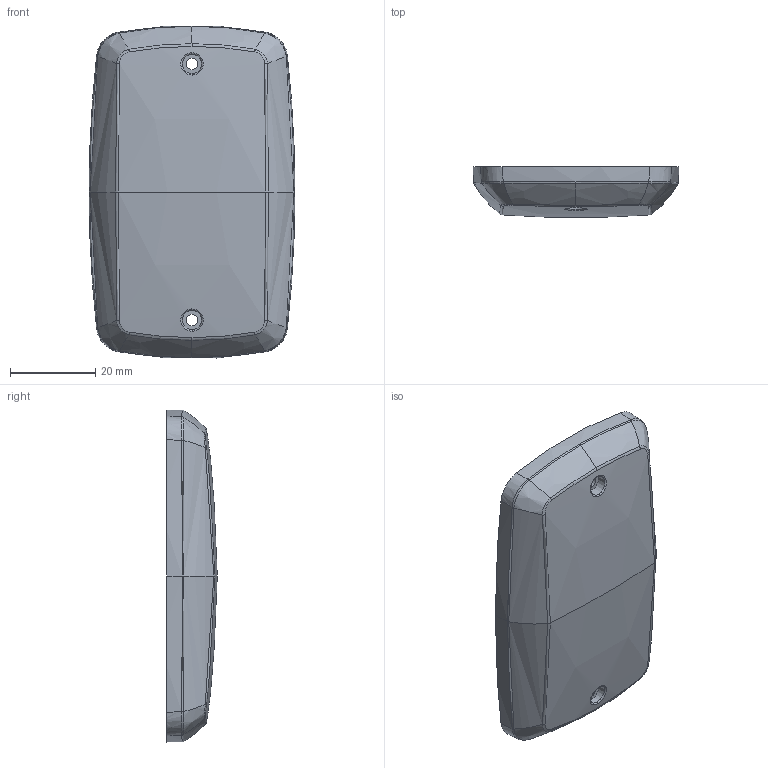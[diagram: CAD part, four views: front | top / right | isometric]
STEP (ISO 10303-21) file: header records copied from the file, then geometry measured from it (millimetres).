
FILE_DESCRIPTION(/* description */ (''),/* implementation_level */ '2;1');
FILE_NAME(/* name */ 'okw_large_bottom.step',/* time_stamp */ '2020-03-27T11:28:20+01:00',/* author */ (''),/* organization */ (''),/* preprocessor_version */ 'ST-DEVELOPER v18',/* originating_system */ 'Autodesk Translation Framework v8.12.0.6',/* authorisation */ '');
FILE_SCHEMA (('AUTOMOTIVE_DESIGN { 1 0 10303 214 3 1 1 }'));
Length unit declared in the file: millimetre
Products named in the file (1): 00012068 - Unterteil Höhe 2mm
Bounding box: 48.24 x 11.82 x 77.77 mm (x, y, z)
Volume: 9422.4 mm3; surface area: 10087.5 mm2
Topology: 1 solids, 1 shells, 155 faces, 425 edges, 279 vertices
Faces by surface type: bspline 68, plane 55, cone 28, sphere 4
Entity records: 10014 total; most frequent: CARTESIAN_POINT 6559, ORIENTED_EDGE 850, DIRECTION 554, EDGE_CURVE 425, VERTEX_POINT 279, AXIS2_PLACEMENT_3D 231, EDGE_LOOP 166, FACE_OUTER_BOUND 155
